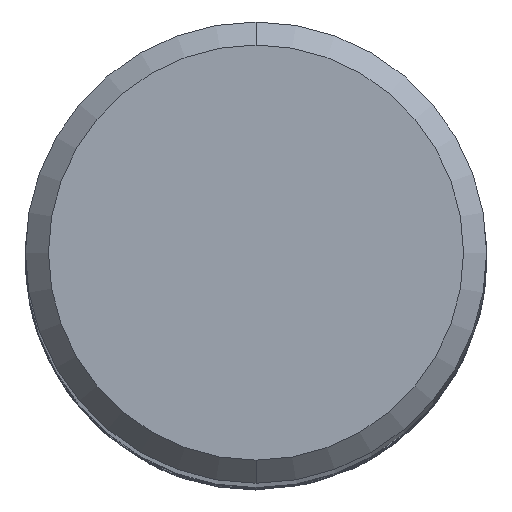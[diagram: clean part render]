
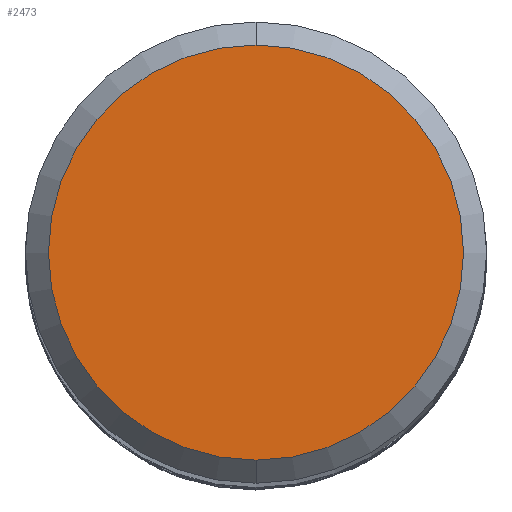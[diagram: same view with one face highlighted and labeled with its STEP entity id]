
A CAD part, top view. The second image highlights one B-rep face of the part: STEP entity #2473.
In plain terms, the highlighted planar face has unit normal (0, 0, 1).
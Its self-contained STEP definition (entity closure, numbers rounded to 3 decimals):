
#2071=VERTEX_POINT('',#4662);
#2473=ADVANCED_FACE('',(#5100),#5101,.T.);
#2569=VERTEX_POINT('',#5204);
#3267=EDGE_CURVE('',#2569,#2071,#5975,.T.);
#3521=EDGE_CURVE('',#2071,#2569,#6249,.T.);
#4662=CARTESIAN_POINT('',(0.0,3.6,0.0));
#5100=FACE_OUTER_BOUND('',#18806,.T.);
#5101=PLANE('',#18807);
#5204=CARTESIAN_POINT('',(0.,-3.6,0.0));
#5975=CIRCLE('',#27476,3.6);
#6249=CIRCLE('',#29142,3.6);
#18806=EDGE_LOOP('',(#32697,#32698));
#18807=AXIS2_PLACEMENT_3D('',#32699,#32700,#32701);
#27476=AXIS2_PLACEMENT_3D('',#33656,#33657,#33658);
#29142=AXIS2_PLACEMENT_3D('',#33954,#33955,#33956);
#32697=ORIENTED_EDGE('',*,*,#3521,.F.);
#32698=ORIENTED_EDGE('',*,*,#3267,.F.);
#32699=CARTESIAN_POINT('',(0.0,1.8,0.0));
#32700=DIRECTION('',(-0.0,0.0,1.0));
#32701=DIRECTION('',(0.0,-1.0,0.0));
#33656=CARTESIAN_POINT('',(0.0,0.0,0.0));
#33657=DIRECTION('',(0.0,0.0,-1.0));
#33658=DIRECTION('',(0.0,1.0,0.0));
#33954=CARTESIAN_POINT('',(0.0,0.0,0.0));
#33955=DIRECTION('',(0.0,0.0,-1.0));
#33956=DIRECTION('',(0.0,1.0,0.0));
